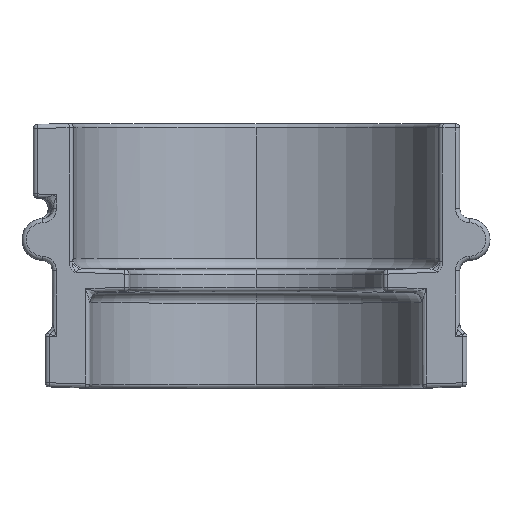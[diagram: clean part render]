
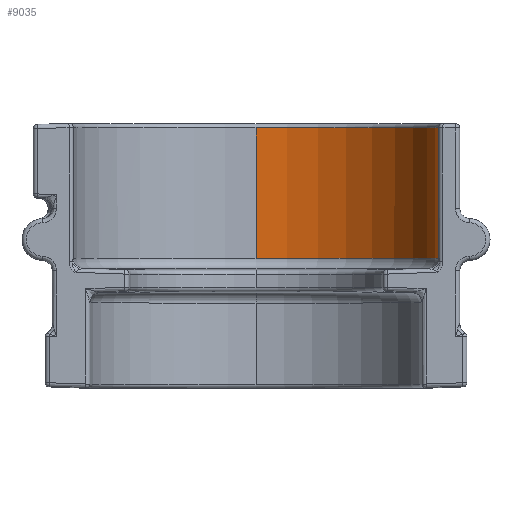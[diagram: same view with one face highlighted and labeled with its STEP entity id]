
A CAD part, top view. The second image highlights one B-rep face of the part: STEP entity #9035.
In plain terms, the highlighted cylindrical face has radius 88.812 mm (diameter 177.625 mm), a partial arc.
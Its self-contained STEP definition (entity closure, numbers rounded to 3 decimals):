
#509 = VERTEX_POINT ( 'NONE', #7361 ) ;
#972 = DIRECTION ( 'NONE',  ( 0., -1., 0. ) ) ;
#1175 = CARTESIAN_POINT ( 'NONE',  ( 88.816, 16.104, -1.132 ) ) ;
#1351 = ORIENTED_EDGE ( 'NONE', *, *, #4535, .T. ) ;
#1762 = DIRECTION ( 'NONE',  ( 0., 0., 1. ) ) ;
#1836 = CARTESIAN_POINT ( 'NONE',  ( 88.816, 16.104, -1.132 ) ) ;
#1860 = DIRECTION ( 'NONE',  ( 0., 1., 0. ) ) ;
#2315 = CARTESIAN_POINT ( 'NONE',  ( 0.026, -3.465, -87.96 ) ) ;
#3318 = CYLINDRICAL_SURFACE ( 'NONE', #16036, 88.812 ) ;
#3956 = DIRECTION ( 'NONE',  ( 0., -1., 0. ) ) ;
#3961 = FACE_OUTER_BOUND ( 'NONE', #6325, .T. ) ;
#4241 = VERTEX_POINT ( 'NONE', #6592 ) ;
#4535 = EDGE_CURVE ( 'NONE', #4241, #9155, #12702, .T. ) ;
#5026 = EDGE_CURVE ( 'NONE', #14089, #509, #10741, .T. ) ;
#5628 = EDGE_CURVE ( 'NONE', #8426, #14089, #9587, .T. ) ;
#6013 = CARTESIAN_POINT ( 'NONE',  ( 88.814, 16.106, -1.24 ) ) ;
#6325 = EDGE_LOOP ( 'NONE', ( #8916, #1351, #13527, #12995, #15599 ) ) ;
#6592 = CARTESIAN_POINT ( 'NONE',  ( 0.026, 79.418, -87.96 ) ) ;
#7106 = EDGE_CURVE ( 'NONE', #9155, #8426, #14197, .T. ) ;
#7361 = CARTESIAN_POINT ( 'NONE',  ( 88.816, 79.418, -1.132 ) ) ;
#7503 = DIRECTION ( 'NONE',  ( 0., 1., 0. ) ) ;
#8209 = CARTESIAN_POINT ( 'NONE',  ( 0.026, -3.465, 0.852 ) ) ;
#8426 = VERTEX_POINT ( 'NONE', #17000 ) ;
#8916 = ORIENTED_EDGE ( 'NONE', *, *, #16523, .T. ) ;
#9035 = ADVANCED_FACE ( 'NONE', ( #3961 ), #3318, .F. ) ;
#9155 = VERTEX_POINT ( 'NONE', #10955 ) ;
#9587 = B_SPLINE_CURVE_WITH_KNOTS ( 'NONE', 3,
 ( #10038, #6013, #14157, #1836 ),
 .UNSPECIFIED., .F., .F.,
 ( 4, 4 ),
 ( 0., 0. ),
 .UNSPECIFIED. ) ;
#9871 = AXIS2_PLACEMENT_3D ( 'NONE', #14213, #11538, #1762 ) ;
#10038 = CARTESIAN_POINT ( 'NONE',  ( 88.812, 16.106, -1.294 ) ) ;
#10314 = CARTESIAN_POINT ( 'NONE',  ( 88.816, -3.465, -1.132 ) ) ;
#10318 = CARTESIAN_POINT ( 'NONE',  ( 0.026, 79.418, 0.852 ) ) ;
#10741 = LINE ( 'NONE', #10314, #17242 ) ;
#10759 = VECTOR ( 'NONE', #972, 1000. ) ;
#10955 = CARTESIAN_POINT ( 'NONE',  ( 0.026, 16.106, -87.96 ) ) ;
#11538 = DIRECTION ( 'NONE',  ( 0., -1., 0. ) ) ;
#12702 = LINE ( 'NONE', #2315, #10759 ) ;
#12995 = ORIENTED_EDGE ( 'NONE', *, *, #5628, .T. ) ;
#13101 = DIRECTION ( 'NONE',  ( 0., 0., 1. ) ) ;
#13527 = ORIENTED_EDGE ( 'NONE', *, *, #7106, .T. ) ;
#14089 = VERTEX_POINT ( 'NONE', #1175 ) ;
#14157 = CARTESIAN_POINT ( 'NONE',  ( 88.815, 16.105, -1.186 ) ) ;
#14197 = CIRCLE ( 'NONE', #9871, 88.812 ) ;
#14213 = CARTESIAN_POINT ( 'NONE',  ( 0.026, 16.106, 0.852 ) ) ;
#15599 = ORIENTED_EDGE ( 'NONE', *, *, #5026, .T. ) ;
#15850 = CIRCLE ( 'NONE', #17954, 88.812 ) ;
#16036 = AXIS2_PLACEMENT_3D ( 'NONE', #8209, #3956, #16424 ) ;
#16424 = DIRECTION ( 'NONE',  ( 0., 0., -1. ) ) ;
#16523 = EDGE_CURVE ( 'NONE', #509, #4241, #15850, .T. ) ;
#17000 = CARTESIAN_POINT ( 'NONE',  ( 88.812, 16.106, -1.294 ) ) ;
#17242 = VECTOR ( 'NONE', #1860, 1000. ) ;
#17954 = AXIS2_PLACEMENT_3D ( 'NONE', #10318, #7503, #13101 ) ;
